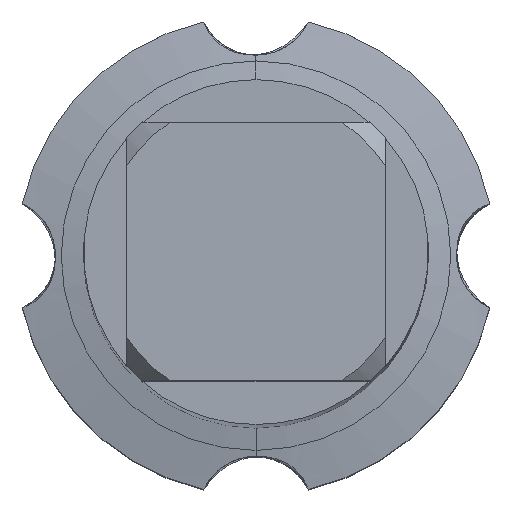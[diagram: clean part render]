
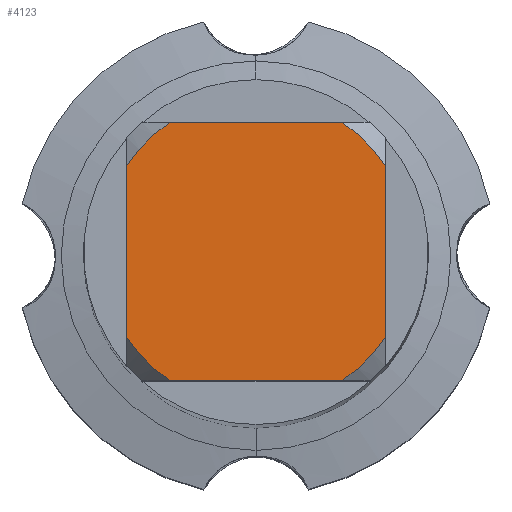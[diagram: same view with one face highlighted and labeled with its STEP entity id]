
A CAD part, top view. The second image highlights one B-rep face of the part: STEP entity #4123.
In plain terms, the highlighted planar face has unit normal (0, 0, 1).
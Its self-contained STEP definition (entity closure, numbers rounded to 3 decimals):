
#1605=EDGE_CURVE('',#3469,#2295,#4572,.T.);
#1667=VERTEX_POINT('',#4639);
#1995=VERTEX_POINT('',#4989);
#2039=EDGE_CURVE('',#2447,#2373,#5037,.T.);
#2147=VERTEX_POINT('',#5157);
#2295=VERTEX_POINT('',#5320);
#2373=VERTEX_POINT('',#5405);
#2447=VERTEX_POINT('',#5487);
#2471=EDGE_CURVE('',#3469,#2373,#5515,.T.);
#2699=EDGE_CURVE('',#1995,#1667,#5757,.T.);
#3383=EDGE_CURVE('',#2447,#3953,#6501,.T.);
#3469=VERTEX_POINT('',#6593);
#3739=EDGE_CURVE('',#2147,#2295,#6887,.T.);
#3953=VERTEX_POINT('',#7124);
#4123=ADVANCED_FACE('',(#7308),#7309,.T.);
#4155=EDGE_CURVE('',#1995,#3953,#7343,.T.);
#4255=EDGE_CURVE('',#2147,#1667,#7452,.T.);
#4572=CIRCLE('',#7867,5.4);
#4639=CARTESIAN_POINT('',(4.5,2.985,0.0));
#4989=CARTESIAN_POINT('',(4.5,-2.985,0.0));
#5037=CIRCLE('',#8804,5.4);
#5157=CARTESIAN_POINT('',(2.985,4.5,0.0));
#5320=CARTESIAN_POINT('',(-2.985,4.5,0.0));
#5405=CARTESIAN_POINT('',(-4.5,-2.985,0.0));
#5487=CARTESIAN_POINT('',(-2.985,-4.5,0.0));
#5515=LINE('',#9682,#9683);
#5757=LINE('',#10167,#10168);
#6501=LINE('',#11553,#11554);
#6593=CARTESIAN_POINT('',(-4.5,2.985,0.0));
#6887=LINE('',#12348,#12349);
#7124=CARTESIAN_POINT('',(2.985,-4.5,0.0));
#7308=FACE_OUTER_BOUND('',#13225,.T.);
#7309=PLANE('',#13226);
#7343=CIRCLE('',#13282,5.4);
#7452=CIRCLE('',#13517,5.4);
#7867=AXIS2_PLACEMENT_3D('',#13988,#13989,#13990);
#8804=AXIS2_PLACEMENT_3D('',#14433,#14434,#14435);
#9682=CARTESIAN_POINT('',(-4.5,1.35,0.0));
#9683=VECTOR('',#14938,1.0);
#10167=CARTESIAN_POINT('',(4.5,1.35,0.0));
#10168=VECTOR('',#15254,1.0);
#11553=CARTESIAN_POINT('',(0.0,-4.5,0.0));
#11554=VECTOR('',#16197,1.0);
#12348=CARTESIAN_POINT('',(0.0,4.5,0.0));
#12349=VECTOR('',#16659,1.0);
#13225=EDGE_LOOP('',(#17082,#17083,#17084,#17085,#17086,#17087,#17088,#17089));
#13226=AXIS2_PLACEMENT_3D('',#17090,#17091,#17092);
#13282=AXIS2_PLACEMENT_3D('',#17121,#17122,#17123);
#13517=AXIS2_PLACEMENT_3D('',#17226,#17227,#17228);
#13988=CARTESIAN_POINT('',(0.0,0.0,0.0));
#13989=DIRECTION('',(0.0,0.0,-1.0));
#13990=DIRECTION('',(0.0,1.0,0.0));
#14433=CARTESIAN_POINT('',(0.0,0.0,0.0));
#14434=DIRECTION('',(0.0,0.0,-1.0));
#14435=DIRECTION('',(0.0,1.0,0.0));
#14938=DIRECTION('',(-0.0,-1.0,0.0));
#15254=DIRECTION('',(-0.0,1.0,0.0));
#16197=DIRECTION('',(1.0,0.0,0.0));
#16659=DIRECTION('',(-1.0,0.0,0.0));
#17082=ORIENTED_EDGE('',*,*,#2471,.T.);
#17083=ORIENTED_EDGE('',*,*,#2039,.F.);
#17084=ORIENTED_EDGE('',*,*,#3383,.T.);
#17085=ORIENTED_EDGE('',*,*,#4155,.F.);
#17086=ORIENTED_EDGE('',*,*,#2699,.T.);
#17087=ORIENTED_EDGE('',*,*,#4255,.F.);
#17088=ORIENTED_EDGE('',*,*,#3739,.T.);
#17089=ORIENTED_EDGE('',*,*,#1605,.F.);
#17090=CARTESIAN_POINT('',(0.0,2.7,0.0));
#17091=DIRECTION('',(-0.0,0.0,1.0));
#17092=DIRECTION('',(0.0,-1.0,0.0));
#17121=CARTESIAN_POINT('',(0.0,0.0,0.0));
#17122=DIRECTION('',(0.0,0.0,-1.0));
#17123=DIRECTION('',(0.0,1.0,0.0));
#17226=CARTESIAN_POINT('',(0.0,0.0,0.0));
#17227=DIRECTION('',(0.0,0.0,-1.0));
#17228=DIRECTION('',(0.0,1.0,0.0));
